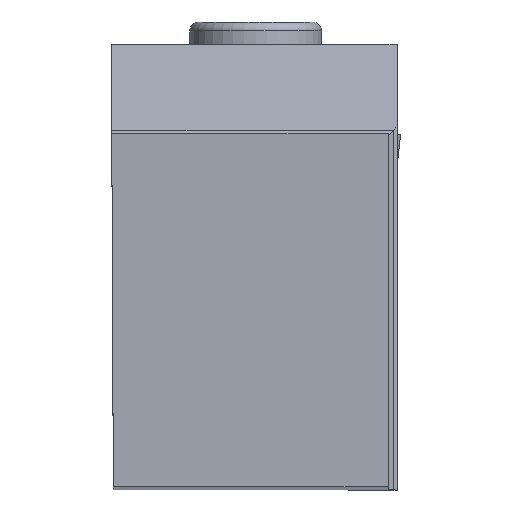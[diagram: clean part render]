
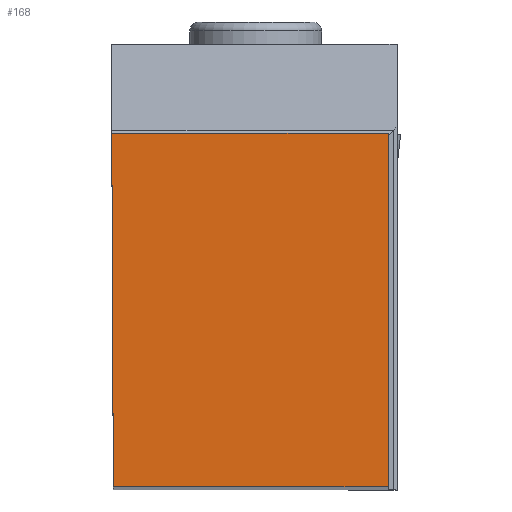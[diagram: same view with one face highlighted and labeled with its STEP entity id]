
A CAD part, top view. The second image highlights one B-rep face of the part: STEP entity #168.
In plain terms, the highlighted planar face has unit normal (0, 0, 1).
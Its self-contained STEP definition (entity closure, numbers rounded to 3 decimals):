
#168=ADVANCED_FACE('BLANK_BOXF006',(#276),#219,.F.);
#219=PLANE('',#1339);
#276=FACE_OUTER_BOUND('',#335,.T.);
#335=EDGE_LOOP('',(#600,#601,#602,#603));
#600=ORIENTED_EDGE('',*,*,#929,.T.);
#601=ORIENTED_EDGE('',*,*,#930,.T.);
#602=ORIENTED_EDGE('',*,*,#925,.T.);
#603=ORIENTED_EDGE('',*,*,#913,.T.);
#773=VERTEX_POINT('',#2060);
#774=VERTEX_POINT('',#2062);
#782=VERTEX_POINT('',#2085);
#785=VERTEX_POINT('',#2093);
#913=EDGE_CURVE('',#774,#773,#1048,.T.);
#925=EDGE_CURVE('',#782,#774,#1059,.T.);
#929=EDGE_CURVE('',#773,#785,#1063,.T.);
#930=EDGE_CURVE('',#785,#782,#1064,.T.);
#1048=LINE('',#2061,#1184);
#1059=LINE('',#2084,#1195);
#1063=LINE('',#2092,#1199);
#1064=LINE('',#2094,#1200);
#1184=VECTOR('',#1568,1.);
#1195=VECTOR('',#1587,1.);
#1199=VECTOR('',#1593,1.);
#1200=VECTOR('',#1594,1.);
#1339=AXIS2_PLACEMENT_3D('',#2095,#1595,#1596);
#1568=DIRECTION('',(1.,0.,0.));
#1587=DIRECTION('',(0.004,-1.,0.));
#1593=DIRECTION('',(0.,1.,0.));
#1594=DIRECTION('',(-1.,0.,0.));
#1595=DIRECTION('',(0.,0.,-1.));
#1596=DIRECTION('',(0.,-1.,0.));
#2060=CARTESIAN_POINT('',(24.875,0.,0.));
#2061=CARTESIAN_POINT('',(-170.35,0.,0.));
#2062=CARTESIAN_POINT('',(0.139,0.,0.));
#2084=CARTESIAN_POINT('',(-0.604,170.348,0.));
#2085=CARTESIAN_POINT('',(0.,31.85,0.));
#2092=CARTESIAN_POINT('',(24.875,-170.35,0.));
#2093=CARTESIAN_POINT('',(24.875,31.85,0.));
#2094=CARTESIAN_POINT('',(170.35,31.85,0.));
#2095=CARTESIAN_POINT('',(25.675,-5.,0.));
